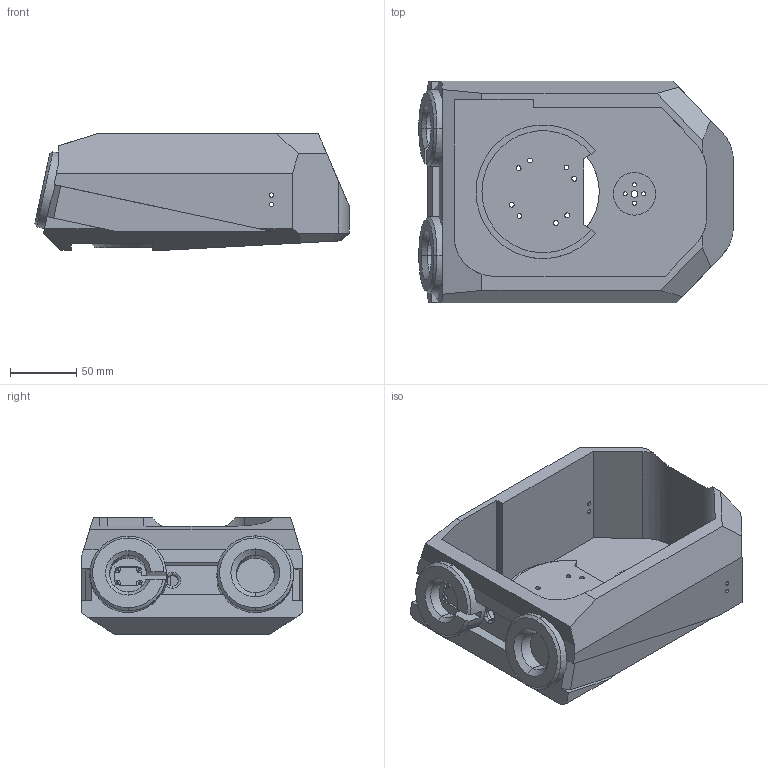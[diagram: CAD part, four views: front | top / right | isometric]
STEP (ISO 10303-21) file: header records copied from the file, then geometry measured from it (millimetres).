
FILE_DESCRIPTION (( 'STEP AP214' ), '1' );
FILE_NAME ('芛裔苤.STEP', '2025-03-30T17:37:43', ( '' ), ( '' ), 'SwSTEP 2.0', 'SolidWorks 2020', '' );
FILE_SCHEMA (( 'AUTOMOTIVE_DESIGN' ));
Length unit declared in the file: millimetre
Products named in the file (1): 芛裔苤
Bounding box: 237.16 x 167.11 x 88 mm (x, y, z)
Volume: 956421.2 mm3; surface area: 186911.9 mm2
Topology: 1 solids, 1 shells, 186 faces, 519 edges, 340 vertices
Faces by surface type: plane 91, cylinder 78, cone 13, torus 3, bspline 1
Entity records: 6202 total; most frequent: CARTESIAN_POINT 1230, ORIENTED_EDGE 1038, DIRECTION 1031, EDGE_CURVE 519, AXIS2_PLACEMENT_3D 361, VERTEX_POINT 340, LINE 309, VECTOR 309
